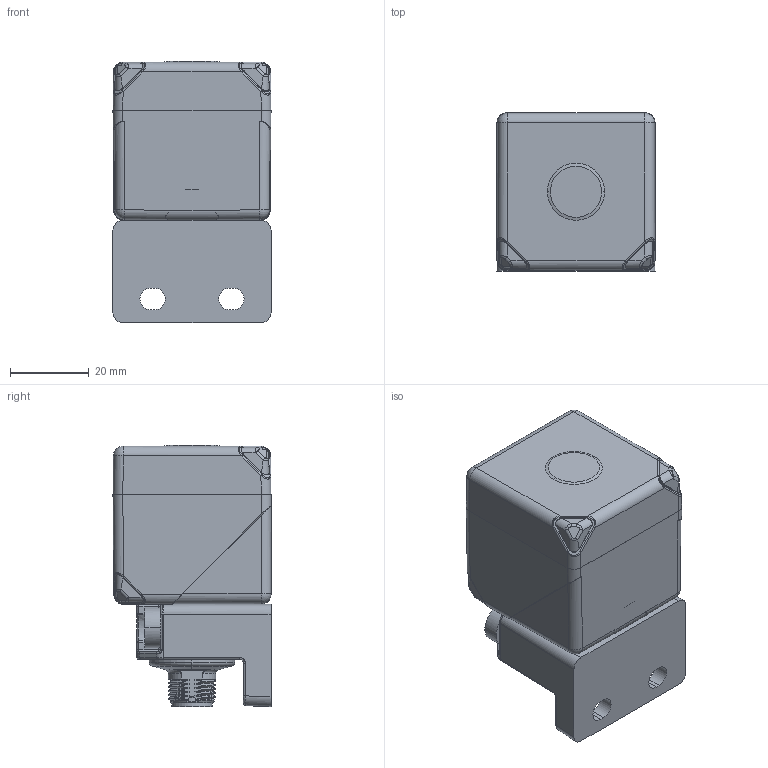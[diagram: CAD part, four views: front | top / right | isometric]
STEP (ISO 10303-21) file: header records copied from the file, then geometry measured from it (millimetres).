
FILE_DESCRIPTION((''),'2;1');
FILE_NAME('CAD-8603_SW0001','2023-02-13T08:06:21',('creinig-se'),(''),'CREO PARAMETRIC BY PTC INC, 2019292','CREO PARAMETRIC BY PTC INC, 2019292','');
FILE_SCHEMA(('CONFIG_CONTROL_DESIGN','SHAPE_APPEARANCE_LAYERS_GROUPS'));
Length unit declared in the file: millimetre
Products named in the file (1): CAD-8603_SW0001
Bounding box: 40.15 x 40.15 x 66.36 mm (x, y, z)
Volume: 84207.9 mm3; surface area: 17874.5 mm2
Topology: 1 solids, 2 shells, 935 faces, 2603 edges, 1634 vertices
Faces by surface type: plane 348, cylinder 328, bspline 113, cone 63, torus 59, sphere 24
Entity records: 45111 total; most frequent: CARTESIAN_POINT 15969, ORIENTED_EDGE 5146, DIRECTION 4145, EDGE_CURVE 2573, VERTEX_POINT 1634, AXIS2_PLACEMENT_3D 1483, VECTOR 1179, LINE 1179
